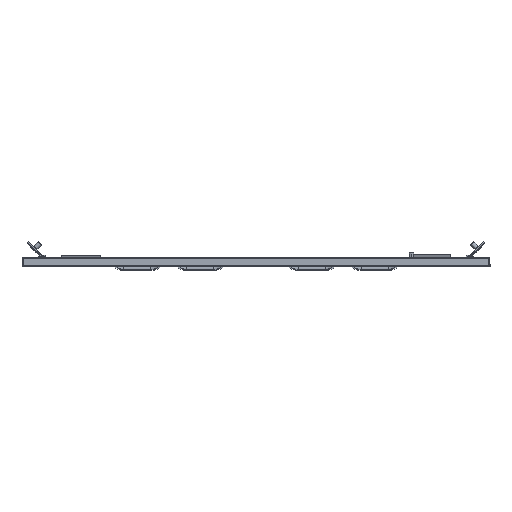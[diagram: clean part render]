
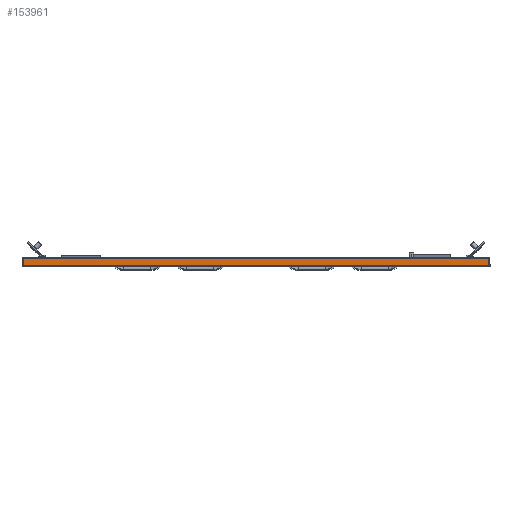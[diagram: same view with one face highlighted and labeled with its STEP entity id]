
A CAD part, front view. The second image highlights one B-rep face of the part: STEP entity #153961.
In plain terms, the highlighted planar face has unit normal (0, -1, 0).
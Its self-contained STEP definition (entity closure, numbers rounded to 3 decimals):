
#514 = DIRECTION ( 'NONE',  ( 0., 0., -1. ) ) ;
#6672 = VECTOR ( 'NONE', #108629, 1000. ) ;
#7662 = CARTESIAN_POINT ( 'NONE',  ( 309.582, -1799.458, 5.55 ) ) ;
#8040 = VERTEX_POINT ( 'NONE', #19073 ) ;
#8227 = AXIS2_PLACEMENT_3D ( 'NONE', #138771, #92888, #67297 ) ;
#8430 = DIRECTION ( 'NONE',  ( -1., 0., 0. ) ) ;
#12304 = EDGE_CURVE ( 'NONE', #68580, #69308, #123324, .T. ) ;
#14584 = CARTESIAN_POINT ( 'NONE',  ( -296.093, -1799.458, 5.55 ) ) ;
#15279 = CARTESIAN_POINT ( 'NONE',  ( 0., -1799.458, -6.45 ) ) ;
#16388 = ORIENTED_EDGE ( 'NONE', *, *, #64939, .F. ) ;
#18475 = EDGE_CURVE ( 'NONE', #61550, #31588, #107919, .T. ) ;
#18718 = ORIENTED_EDGE ( 'NONE', *, *, #52899, .T. ) ;
#19073 = CARTESIAN_POINT ( 'NONE',  ( -296.093, -1799.458, 5.55 ) ) ;
#20070 = CARTESIAN_POINT ( 'NONE',  ( -296.093, -1799.458, 5.55 ) ) ;
#20248 = CARTESIAN_POINT ( 'NONE',  ( 296.093, -1799.458, 5.188 ) ) ;
#20980 = EDGE_CURVE ( 'NONE', #90988, #8040, #76823, .T. ) ;
#21376 = PLANE ( 'NONE',  #8227 ) ;
#24787 = VECTOR ( 'NONE', #100945, 1000. ) ;
#26141 = LINE ( 'NONE', #61169, #34309 ) ;
#31588 = VERTEX_POINT ( 'NONE', #20070 ) ;
#34309 = VECTOR ( 'NONE', #40147, 1000. ) ;
#35848 = EDGE_LOOP ( 'NONE', ( #141104, #50510, #130416, #75250, #18718, #92299, #50312, #98526, #139286, #16388 ) ) ;
#39477 = CARTESIAN_POINT ( 'NONE',  ( -296.093, -1799.458, 4.435 ) ) ;
#39547 = VECTOR ( 'NONE', #8430, 1000. ) ;
#40147 = DIRECTION ( 'NONE',  ( 0., 0., 1. ) ) ;
#41951 = LINE ( 'NONE', #7662, #39547 ) ;
#45917 = CARTESIAN_POINT ( 'NONE',  ( 296.093, -1799.458, 5.006 ) ) ;
#48754 = CARTESIAN_POINT ( 'NONE',  ( -297.5, -1799.458, -6.45 ) ) ;
#49883 = CARTESIAN_POINT ( 'NONE',  ( 296.093, -1799.458, 5.55 ) ) ;
#50312 = ORIENTED_EDGE ( 'NONE', *, *, #20980, .T. ) ;
#50510 = ORIENTED_EDGE ( 'NONE', *, *, #12304, .F. ) ;
#51159 = LINE ( 'NONE', #97046, #119796 ) ;
#52899 = EDGE_CURVE ( 'NONE', #100379, #91332, #54385, .T. ) ;
#54385 = LINE ( 'NONE', #55924, #73359 ) ;
#55257 = CARTESIAN_POINT ( 'NONE',  ( 296.093, -1799.458, 4.149 ) ) ;
#55924 = CARTESIAN_POINT ( 'NONE',  ( 296.093, -1799.458, 5.55 ) ) ;
#58188 = CARTESIAN_POINT ( 'NONE',  ( -296.093, -1799.458, -6.45 ) ) ;
#61169 = CARTESIAN_POINT ( 'NONE',  ( 297.5, -1799.458, 5.55 ) ) ;
#61550 = VERTEX_POINT ( 'NONE', #102368 ) ;
#64939 = EDGE_CURVE ( 'NONE', #121079, #31588, #51159, .T. ) ;
#67297 = DIRECTION ( 'NONE',  ( 0., 0., -1. ) ) ;
#68475 = CARTESIAN_POINT ( 'NONE',  ( 296.093, -1799.458, 5.369 ) ) ;
#68580 = VERTEX_POINT ( 'NONE', #121838 ) ;
#69308 = VERTEX_POINT ( 'NONE', #88018 ) ;
#73359 = VECTOR ( 'NONE', #126623, 1000. ) ;
#75250 = ORIENTED_EDGE ( 'NONE', *, *, #132812, .T. ) ;
#75974 = CARTESIAN_POINT ( 'NONE',  ( -296.093, -1799.458, 5.188 ) ) ;
#76729 = CARTESIAN_POINT ( 'NONE',  ( -296.093, -1799.458, 5.369 ) ) ;
#76823 = LINE ( 'NONE', #124216, #24787 ) ;
#84481 = VECTOR ( 'NONE', #95472, 1000. ) ;
#87617 = CARTESIAN_POINT ( 'NONE',  ( -296.093, -1799.458, 4.721 ) ) ;
#88018 = CARTESIAN_POINT ( 'NONE',  ( -297.5, -1799.458, -6.45 ) ) ;
#90645 = EDGE_CURVE ( 'NONE', #91332, #90988, #151839, .T. ) ;
#90988 = VERTEX_POINT ( 'NONE', #49883 ) ;
#91021 = CARTESIAN_POINT ( 'NONE',  ( 296.093, -1799.458, 4.435 ) ) ;
#91332 = VERTEX_POINT ( 'NONE', #107829 ) ;
#92299 = ORIENTED_EDGE ( 'NONE', *, *, #90645, .T. ) ;
#92888 = DIRECTION ( 'NONE',  ( 0., 1., 0. ) ) ;
#95472 = DIRECTION ( 'NONE',  ( 0., 0., 1. ) ) ;
#96192 = B_SPLINE_CURVE_WITH_KNOTS ( 'NONE', 3,
 ( #146007, #39477, #87617, #124120, #75974, #76729, #14584 ),
 .UNSPECIFIED., .F., .F.,
 ( 4, 3, 4 ),
 ( 0.005, 0.006, 0.007 ),
 .UNSPECIFIED. ) ;
#96409 = EDGE_CURVE ( 'NONE', #121079, #69308, #142027, .T. ) ;
#97046 = CARTESIAN_POINT ( 'NONE',  ( -309.582, -1799.458, 5.55 ) ) ;
#98526 = ORIENTED_EDGE ( 'NONE', *, *, #128528, .F. ) ;
#100379 = VERTEX_POINT ( 'NONE', #123814 ) ;
#100945 = DIRECTION ( 'NONE',  ( -1., 0., 0. ) ) ;
#102368 = CARTESIAN_POINT ( 'NONE',  ( -296.093, -1799.458, 4.149 ) ) ;
#107234 = EDGE_CURVE ( 'NONE', #68580, #113575, #26141, .T. ) ;
#107829 = CARTESIAN_POINT ( 'NONE',  ( 296.093, -1799.458, 4.149 ) ) ;
#107919 = LINE ( 'NONE', #58188, #84481 ) ;
#108629 = DIRECTION ( 'NONE',  ( -1., 0., 0. ) ) ;
#113575 = VERTEX_POINT ( 'NONE', #139410 ) ;
#115476 = FACE_OUTER_BOUND ( 'NONE', #35848, .T. ) ;
#119796 = VECTOR ( 'NONE', #133540, 1000. ) ;
#121079 = VERTEX_POINT ( 'NONE', #134088 ) ;
#121838 = CARTESIAN_POINT ( 'NONE',  ( 297.5, -1799.458, -6.45 ) ) ;
#123324 = LINE ( 'NONE', #15279, #6672 ) ;
#123814 = CARTESIAN_POINT ( 'NONE',  ( 296.093, -1799.458, 5.55 ) ) ;
#124120 = CARTESIAN_POINT ( 'NONE',  ( -296.093, -1799.458, 5.006 ) ) ;
#124216 = CARTESIAN_POINT ( 'NONE',  ( 0., -1799.458, 5.55 ) ) ;
#126623 = DIRECTION ( 'NONE',  ( 0., 0., -1. ) ) ;
#128449 = VECTOR ( 'NONE', #514, 1000. ) ;
#128528 = EDGE_CURVE ( 'NONE', #61550, #8040, #96192, .T. ) ;
#130416 = ORIENTED_EDGE ( 'NONE', *, *, #107234, .T. ) ;
#132812 = EDGE_CURVE ( 'NONE', #113575, #100379, #41951, .T. ) ;
#133540 = DIRECTION ( 'NONE',  ( 1., 0., 0. ) ) ;
#134088 = CARTESIAN_POINT ( 'NONE',  ( -297.5, -1799.458, 5.55 ) ) ;
#138771 = CARTESIAN_POINT ( 'NONE',  ( 0., -1799.458, 4.149 ) ) ;
#139286 = ORIENTED_EDGE ( 'NONE', *, *, #18475, .T. ) ;
#139410 = CARTESIAN_POINT ( 'NONE',  ( 297.5, -1799.458, 5.55 ) ) ;
#141104 = ORIENTED_EDGE ( 'NONE', *, *, #96409, .T. ) ;
#141483 = CARTESIAN_POINT ( 'NONE',  ( 296.093, -1799.458, 5.55 ) ) ;
#142027 = LINE ( 'NONE', #48754, #128449 ) ;
#146007 = CARTESIAN_POINT ( 'NONE',  ( -296.093, -1799.458, 4.149 ) ) ;
#151839 = B_SPLINE_CURVE_WITH_KNOTS ( 'NONE', 3,
 ( #55257, #91021, #153203, #45917, #20248, #68475, #141483 ),
 .UNSPECIFIED., .F., .F.,
 ( 4, 3, 4 ),
 ( 0.005, 0.006, 0.007 ),
 .UNSPECIFIED. ) ;
#153203 = CARTESIAN_POINT ( 'NONE',  ( 296.093, -1799.458, 4.721 ) ) ;
#153961 = ADVANCED_FACE ( 'NONE', ( #115476 ), #21376, .F. ) ;
